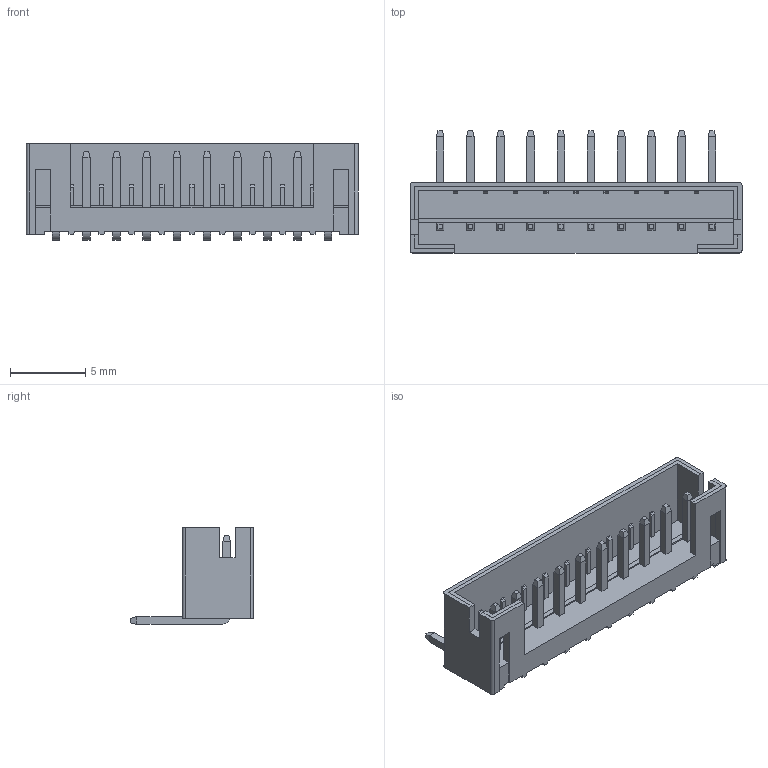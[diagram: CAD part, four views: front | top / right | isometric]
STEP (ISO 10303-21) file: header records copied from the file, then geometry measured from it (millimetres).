
FILE_DESCRIPTION(('FreeCAD Model'),'2;1');
FILE_NAME('Open CASCADE Shape Model','2025-08-25T19:01:45',(''),(''), 'Open CASCADE STEP processor 7.9','FreeCAD','Unknown');
FILE_SCHEMA(('AUTOMOTIVE_DESIGN { 1 0 10303 214 1 1 1 1 }'));
Length unit declared in the file: millimetre
Products named in the file (4): th_header_s10b_ph_a_knockoff; Body; Array; Body001
Assembly tree (12 placements, depth 3):
  th_header_s10b_ph_a_knockoff
    Body
    Array
      Body001  x10
Bounding box: 22 x 8.1 x 6.4 mm (x, y, z)
Volume: 249.5 mm3; surface area: 900.2 mm2
Topology: 11 solids, 11 shells, 372 faces, 1032 edges, 668 vertices
Faces by surface type: plane 348, cylinder 24
Entity records: 7489 total; most frequent: CARTESIAN_POINT 1347, ORIENTED_EDGE 1344, DIRECTION 1130, EDGE_CURVE 672, LINE 660, VECTOR 660, VERTEX_POINT 452, AXIS2_PLACEMENT_3D 235
